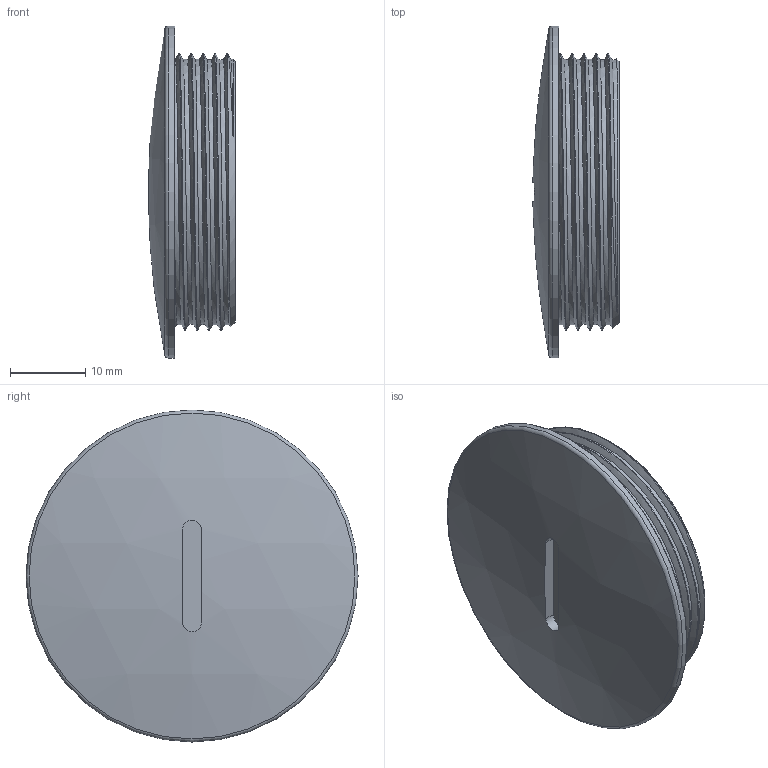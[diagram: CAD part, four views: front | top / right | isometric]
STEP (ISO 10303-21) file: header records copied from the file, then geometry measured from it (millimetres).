
FILE_DESCRIPTION(/* description */ ('Verschlussschraube PG 29'),/* implementation_level */ '2;1');
FILE_NAME(/* name */ '13007429-RST.stp',/* time_stamp */ '2022-01-12T10:27:24+01:00',/* author */ ('sl'),/* organization */ (''),/* preprocessor_version */ 'ST-DEVELOPER v16.5',/* originating_system */ 'Autodesk Inventor 2017',/* authorisation */ '');
FILE_SCHEMA (('AUTOMOTIVE_DESIGN { 1 0 10303 214 3 1 1 }'));
Length unit declared in the file: millimetre
Products named in the file (1): Verschlussschraube-05-BT-0001-13007429
Bounding box: 11.47 x 44 x 44 mm (x, y, z)
Volume: 4324.1 mm3; surface area: 5630.9 mm2
Topology: 1 solids, 1 shells, 32 faces, 63 edges, 41 vertices
Faces by surface type: plane 13, cylinder 12, torus 3, bspline 2, cone 1, sphere 1
Full cylindrical faces by diameter (mm): 3.9 x4, 31.85 x1, 44 x1
Entity records: 1748 total; most frequent: CARTESIAN_POINT 1091, DIRECTION 136, ORIENTED_EDGE 104, AXIS2_PLACEMENT_3D 61, EDGE_CURVE 52, EDGE_LOOP 50, VERTEX_POINT 40, FACE_OUTER_BOUND 32
